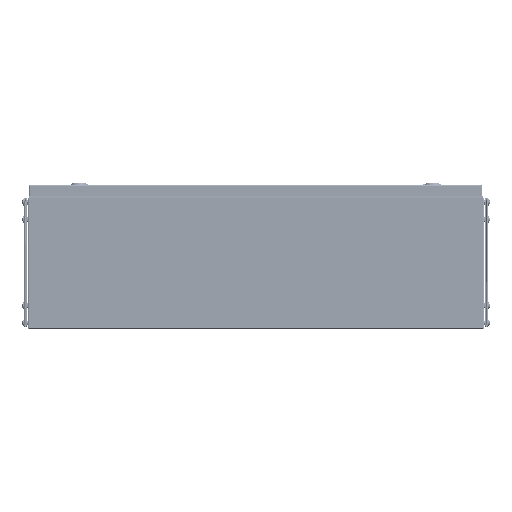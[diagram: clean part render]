
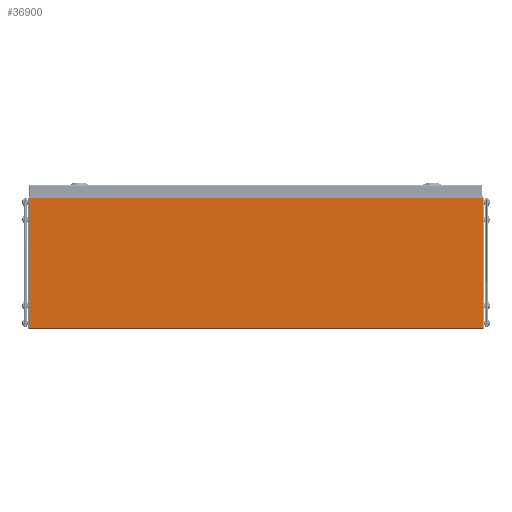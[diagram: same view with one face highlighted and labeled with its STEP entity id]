
A CAD part, left-side view. The second image highlights one B-rep face of the part: STEP entity #36900.
In plain terms, the highlighted planar face has unit normal (-1, 0, 0).
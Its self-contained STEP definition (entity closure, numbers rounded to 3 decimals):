
#1460 = DIRECTION ( 'NONE',  ( 1., 0., 0. ) ) ;
#1573 = CARTESIAN_POINT ( 'NONE',  ( -200., -395.5, 227.5 ) ) ;
#3359 = DIRECTION ( 'NONE',  ( 0., 1., 0. ) ) ;
#3667 = VECTOR ( 'NONE', #76155, 1000. ) ;
#4935 = CARTESIAN_POINT ( 'NONE',  ( -200., 395.5, 1. ) ) ;
#9149 = EDGE_CURVE ( 'NONE', #19175, #19927, #66356, .T. ) ;
#9774 = ORIENTED_EDGE ( 'NONE', *, *, #65258, .F. ) ;
#14042 = CARTESIAN_POINT ( 'NONE',  ( -200., -395.5, 0. ) ) ;
#16531 = EDGE_LOOP ( 'NONE', ( #67132, #44062, #9774, #73397 ) ) ;
#17755 = VERTEX_POINT ( 'NONE', #20859 ) ;
#19137 = CARTESIAN_POINT ( 'NONE',  ( -200., 395.5, 227.5 ) ) ;
#19175 = VERTEX_POINT ( 'NONE', #1573 ) ;
#19224 = DIRECTION ( 'NONE',  ( 0., 0., -1. ) ) ;
#19927 = VERTEX_POINT ( 'NONE', #19137 ) ;
#20859 = CARTESIAN_POINT ( 'NONE',  ( -200., -395.5, 1. ) ) ;
#23820 = VERTEX_POINT ( 'NONE', #58666 ) ;
#24116 = LINE ( 'NONE', #4935, #62132 ) ;
#24959 = FACE_OUTER_BOUND ( 'NONE', #16531, .T. ) ;
#25734 = LINE ( 'NONE', #14042, #3667 ) ;
#27304 = CARTESIAN_POINT ( 'NONE',  ( -200., 0., 0. ) ) ;
#33555 = EDGE_CURVE ( 'NONE', #17755, #19175, #25734, .T. ) ;
#34707 = DIRECTION ( 'NONE',  ( 0., 1., 0. ) ) ;
#36046 = EDGE_CURVE ( 'NONE', #19927, #23820, #50553, .T. ) ;
#36900 = ADVANCED_FACE ( 'NONE', ( #24959 ), #62480, .F. ) ;
#37989 = AXIS2_PLACEMENT_3D ( 'NONE', #27304, #1460, #76202 ) ;
#44062 = ORIENTED_EDGE ( 'NONE', *, *, #36046, .T. ) ;
#50553 = LINE ( 'NONE', #63008, #56527 ) ;
#56527 = VECTOR ( 'NONE', #19224, 1000. ) ;
#57086 = VECTOR ( 'NONE', #34707, 1000. ) ;
#58666 = CARTESIAN_POINT ( 'NONE',  ( -200., 395.5, 1. ) ) ;
#62132 = VECTOR ( 'NONE', #3359, 1000. ) ;
#62480 = PLANE ( 'NONE',  #37989 ) ;
#63008 = CARTESIAN_POINT ( 'NONE',  ( -200., 395.5, 0. ) ) ;
#65258 = EDGE_CURVE ( 'NONE', #17755, #23820, #24116, .T. ) ;
#66356 = LINE ( 'NONE', #78444, #57086 ) ;
#67132 = ORIENTED_EDGE ( 'NONE', *, *, #9149, .T. ) ;
#73397 = ORIENTED_EDGE ( 'NONE', *, *, #33555, .T. ) ;
#76155 = DIRECTION ( 'NONE',  ( 0., 0., 1. ) ) ;
#76202 = DIRECTION ( 'NONE',  ( 0., 0., -1. ) ) ;
#78444 = CARTESIAN_POINT ( 'NONE',  ( -200., -395.5, 227.5 ) ) ;
